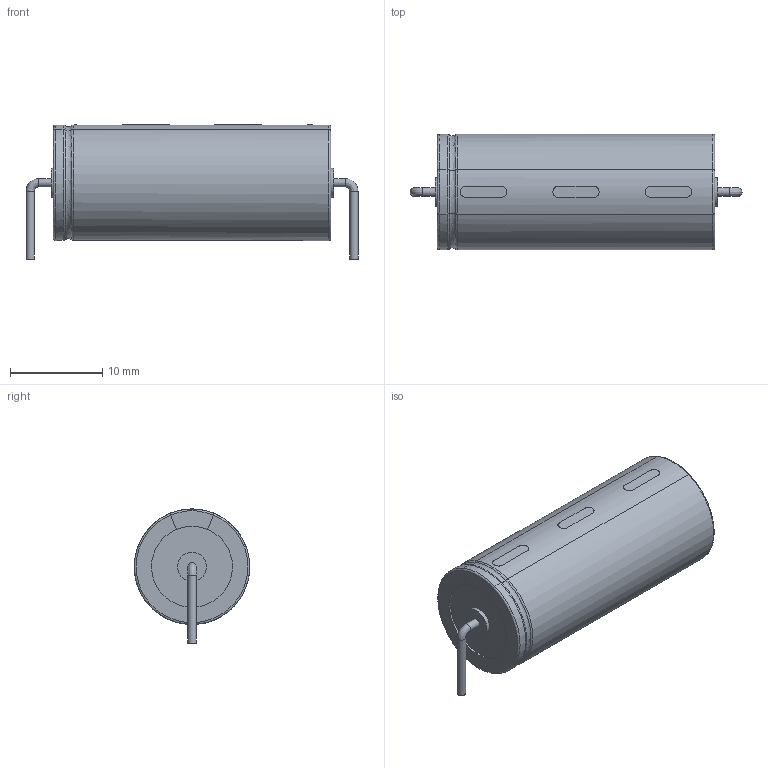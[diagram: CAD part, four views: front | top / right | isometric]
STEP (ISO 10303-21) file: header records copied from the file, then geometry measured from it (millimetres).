
FILE_DESCRIPTION(/* description */ ('model of CP_Axial_L30.0mm_D12.5mm_P35.00mm_Horizontal'),/* implementation_level */ '2;1');
FILE_NAME(/* name */ 'CP_Axial_L30.0mm_D12.5mm_P35.00mm_Horizontal.step',/* time_stamp */ '2017-07-26T01:51:13',/* author */ ('kicad StepUp','ksu'),/* organization */ ('FreeCAD'),/* preprocessor_version */ 'OCC',/* originating_system */ 'kicad StepUp',/* authorisation */ '');
FILE_SCHEMA(('AUTOMOTIVE_DESIGN_CC2 { 1 2 10303 214 -1 1 5 4 }'));
Length unit declared in the file: millimetre
Products named in the file (1): CP_Axial_L300mm_D125mm_P3500mm_Horizontal
Bounding box: 35.9 x 12.5 x 14.5 mm (x, y, z)
Volume: 3671.4 mm3; surface area: 1615.7 mm2
Topology: 1 solids, 2 shells, 45 faces, 113 edges, 78 vertices
Faces by surface type: cylinder 20, plane 13, revolution 6, bspline 4, torus 2
Full cylindrical faces by diameter (mm): 0.9 x5, 3.125 x2
Entity records: 1495 total; most frequent: CARTESIAN_POINT 604, ORIENTED_EDGE 210, EDGE_CURVE 113, VERTEX_POINT 78, AXIS2_PLACEMENT_3D 65, FACE_BOUND 53, EDGE_LOOP 53, CIRCLE 46
